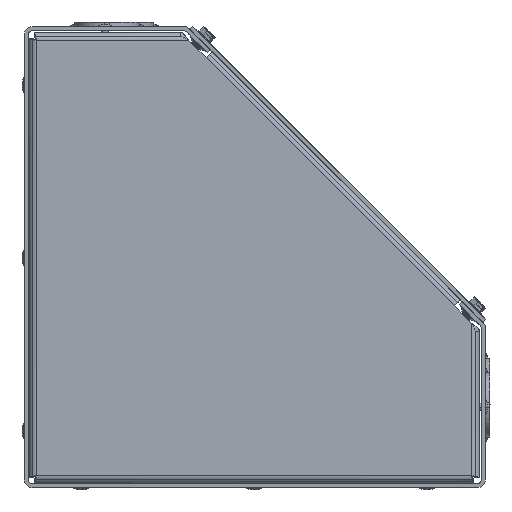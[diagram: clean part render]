
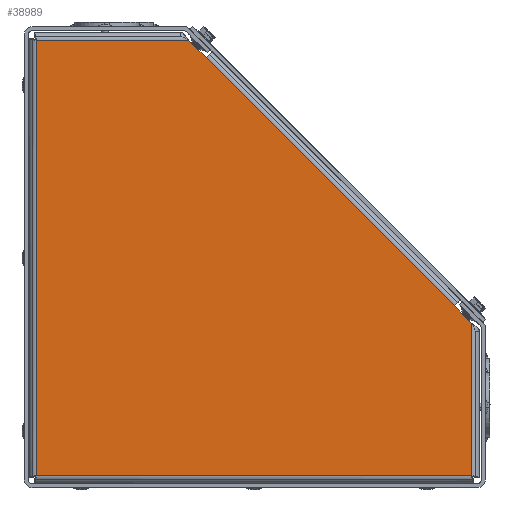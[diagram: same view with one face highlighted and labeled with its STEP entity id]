
A CAD part, left-side view. The second image highlights one B-rep face of the part: STEP entity #38989.
In plain terms, the highlighted face is planar.
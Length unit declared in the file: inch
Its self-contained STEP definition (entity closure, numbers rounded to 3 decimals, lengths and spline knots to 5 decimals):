
#4522 = CARTESIAN_POINT ( 'NONE',  ( 0.0625, 3.27442, -7.7895 ) ) ;
#10579 = VERTEX_POINT ( 'NONE', #46911 ) ;
#11816 = LINE ( 'NONE', #150136, #41924 ) ;
#14150 = EDGE_CURVE ( 'NONE', #134455, #53212, #104166, .T. ) ;
#16179 = DIRECTION ( 'NONE',  ( 0., -0.707, 0.707 ) ) ;
#16423 = ORIENTED_EDGE ( 'NONE', *, *, #41098, .T. ) ;
#18959 = EDGE_CURVE ( 'NONE', #10579, #71348, #146341, .T. ) ;
#21969 = CARTESIAN_POINT ( 'NONE',  ( 0.0625, 3.27442, -0.24175 ) ) ;
#22019 = DIRECTION ( 'NONE',  ( 1., 0., 0. ) ) ;
#23314 = CARTESIAN_POINT ( 'NONE',  ( 0.0625, 7.62175, -4.58908 ) ) ;
#23804 = VECTOR ( 'NONE', #24442, 39.37008 ) ;
#24442 = DIRECTION ( 'NONE',  ( 0., 0., 1. ) ) ;
#32050 = FACE_OUTER_BOUND ( 'NONE', #118472, .T. ) ;
#33267 = CARTESIAN_POINT ( 'NONE',  ( 0.0625, 7.32073, -4.84598 ) ) ;
#37449 = CARTESIAN_POINT ( 'NONE',  ( 0.0625, 3.0258, -0.53449 ) ) ;
#37541 = DIRECTION ( 'NONE',  ( 0., -1., 0. ) ) ;
#38609 = ORIENTED_EDGE ( 'NONE', *, *, #205535, .F. ) ;
#38662 = VECTOR ( 'NONE', #180577, 39.37008 ) ;
#38989 = ADVANCED_FACE ( 'NONE', ( #32050 ), #66429, .T. ) ;
#41098 = EDGE_CURVE ( 'NONE', #204378, #95035, #199305, .T. ) ;
#41924 = VECTOR ( 'NONE', #16179, 39.37008 ) ;
#46911 = CARTESIAN_POINT ( 'NONE',  ( 0.0625, 7.62175, -5.147 ) ) ;
#47147 = LINE ( 'NONE', #196686, #217299 ) ;
#53212 = VERTEX_POINT ( 'NONE', #152729 ) ;
#53875 = ORIENTED_EDGE ( 'NONE', *, *, #208307, .T. ) ;
#54140 = CARTESIAN_POINT ( 'NONE',  ( 0.0625, 3.27442, -4.58908 ) ) ;
#57990 = CARTESIAN_POINT ( 'NONE',  ( 0.0625, 2.7165, -0.24175 ) ) ;
#66429 = PLANE ( 'NONE',  #125008 ) ;
#69984 = CARTESIAN_POINT ( 'NONE',  ( 0.0625, 3.01752, -0.54277 ) ) ;
#71348 = VERTEX_POINT ( 'NONE', #33267 ) ;
#78870 = CARTESIAN_POINT ( 'NONE',  ( 0.0625, 7.62175, -5.147 ) ) ;
#79224 = ORIENTED_EDGE ( 'NONE', *, *, #175350, .T. ) ;
#84683 = ORIENTED_EDGE ( 'NONE', *, *, #213070, .T. ) ;
#94899 = VECTOR ( 'NONE', #120775, 39.37008 ) ;
#95035 = VERTEX_POINT ( 'NONE', #37449 ) ;
#95516 = CARTESIAN_POINT ( 'NONE',  ( 0.0625, 0.074, -4.58908 ) ) ;
#95868 = ORIENTED_EDGE ( 'NONE', *, *, #18959, .T. ) ;
#104166 = LINE ( 'NONE', #4522, #94899 ) ;
#104353 = DIRECTION ( 'NONE',  ( 0., 0.707, 0.707 ) ) ;
#106220 = LINE ( 'NONE', #21969, #126291 ) ;
#113138 = ORIENTED_EDGE ( 'NONE', *, *, #182208, .T. ) ;
#117469 = LINE ( 'NONE', #95516, #38662 ) ;
#118472 = EDGE_LOOP ( 'NONE', ( #179922, #79224, #84683, #113138, #210680, #53875, #95868, #38609, #16423 ) ) ;
#119494 = VECTOR ( 'NONE', #104353, 39.37008 ) ;
#119753 = CARTESIAN_POINT ( 'NONE',  ( 0.0625, 0.074, -0.24175 ) ) ;
#120775 = DIRECTION ( 'NONE',  ( 0., 1., 0. ) ) ;
#123311 = CARTESIAN_POINT ( 'NONE',  ( 0.0625, 7.32901, -4.8377 ) ) ;
#125008 = AXIS2_PLACEMENT_3D ( 'NONE', #54140, #22019, #37541 ) ;
#126102 = VERTEX_POINT ( 'NONE', #119753 ) ;
#126291 = VECTOR ( 'NONE', #157048, 39.37008 ) ;
#129225 = DIRECTION ( 'NONE',  ( 0., -0.707, -0.707 ) ) ;
#134455 = VERTEX_POINT ( 'NONE', #209187 ) ;
#141834 = LINE ( 'NONE', #23314, #23804 ) ;
#143634 = EDGE_CURVE ( 'NONE', #175312, #95035, #186229, .T. ) ;
#146341 = LINE ( 'NONE', #78870, #172476 ) ;
#150136 = CARTESIAN_POINT ( 'NONE',  ( 0.0625, 3.01752, -0.54277 ) ) ;
#152729 = CARTESIAN_POINT ( 'NONE',  ( 0.0625, 7.62175, -7.7895 ) ) ;
#154657 = VECTOR ( 'NONE', #184876, 39.37008 ) ;
#157048 = DIRECTION ( 'NONE',  ( 0., -1., 0. ) ) ;
#172476 = VECTOR ( 'NONE', #212731, 39.37008 ) ;
#175312 = VERTEX_POINT ( 'NONE', #202137 ) ;
#175350 = EDGE_CURVE ( 'NONE', #175312, #210459, #11816, .T. ) ;
#179922 = ORIENTED_EDGE ( 'NONE', *, *, #143634, .F. ) ;
#180577 = DIRECTION ( 'NONE',  ( 0., 0., -1. ) ) ;
#182208 = EDGE_CURVE ( 'NONE', #126102, #134455, #117469, .T. ) ;
#184876 = DIRECTION ( 'NONE',  ( 0., -0.707, 0.707 ) ) ;
#186229 = LINE ( 'NONE', #69984, #119494 ) ;
#196686 = CARTESIAN_POINT ( 'NONE',  ( 0.0625, 7.42553, -4.74118 ) ) ;
#199305 = LINE ( 'NONE', #201478, #154657 ) ;
#201478 = CARTESIAN_POINT ( 'NONE',  ( 0.0625, 7.32901, -4.8377 ) ) ;
#202137 = CARTESIAN_POINT ( 'NONE',  ( 0.0625, 3.01752, -0.54277 ) ) ;
#204378 = VERTEX_POINT ( 'NONE', #123311 ) ;
#205535 = EDGE_CURVE ( 'NONE', #204378, #71348, #47147, .T. ) ;
#208307 = EDGE_CURVE ( 'NONE', #53212, #10579, #141834, .T. ) ;
#209187 = CARTESIAN_POINT ( 'NONE',  ( 0.0625, 0.074, -7.7895 ) ) ;
#210459 = VERTEX_POINT ( 'NONE', #57990 ) ;
#210680 = ORIENTED_EDGE ( 'NONE', *, *, #14150, .T. ) ;
#212731 = DIRECTION ( 'NONE',  ( 0., -0.707, 0.707 ) ) ;
#213070 = EDGE_CURVE ( 'NONE', #210459, #126102, #106220, .T. ) ;
#217299 = VECTOR ( 'NONE', #129225, 39.37008 ) ;
